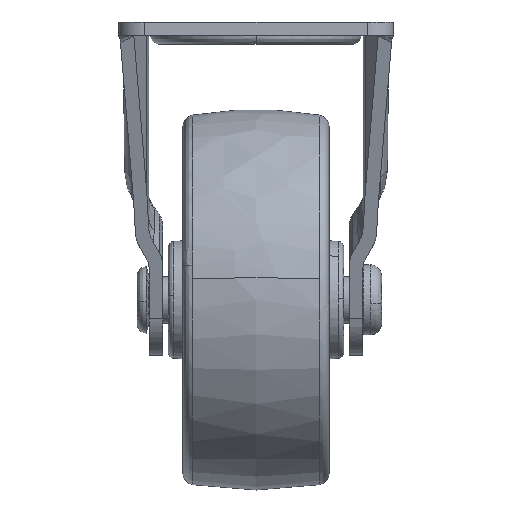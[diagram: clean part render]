
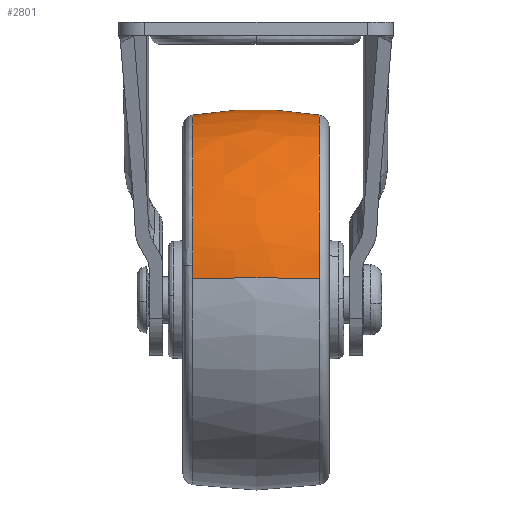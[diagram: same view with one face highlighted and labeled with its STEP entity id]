
A CAD part, left-side view. The second image highlights one B-rep face of the part: STEP entity #2801.
In plain terms, the highlighted free-form (B-spline) face has degree [2, 2] with [5, 3] control points.
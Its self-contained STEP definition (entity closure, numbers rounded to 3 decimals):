
#1918=CARTESIAN_POINT('',(-31.031,10.833,5.92));
#1919=VERTEX_POINT('',#1918);
#1930=CARTESIAN_POINT('',(0.0,10.833,31.591));
#1931=VERTEX_POINT('',#1930);
#1932=CARTESIAN_POINT('',(0.0,10.833,31.591));
#1933=CARTESIAN_POINT('',(-2.388,10.833,31.591));
#1934=CARTESIAN_POINT('',(-6.596,10.833,31.111));
#1935=CARTESIAN_POINT('',(-12.46,10.833,29.212));
#1936=CARTESIAN_POINT('',(-16.99,10.833,26.788));
#1937=CARTESIAN_POINT('',(-21.352,10.833,23.486));
#1938=CARTESIAN_POINT('',(-24.879,10.833,19.741));
#1939=CARTESIAN_POINT('',(-27.866,10.833,15.154));
#1940=CARTESIAN_POINT('',(-29.87,10.833,10.676));
#1941=CARTESIAN_POINT('',(-30.733,10.833,7.483));
#1942=CARTESIAN_POINT('',(-31.031,10.833,5.92));
#1943=B_SPLINE_CURVE_WITH_KNOTS('',3,(#1932,#1933,#1934,#1935,#1936,#1937,#1938,#1939,#1940,#1941,#1942),.UNSPECIFIED.,.F.,.U.,(4,1,1,1,1,1,1,1,4),(0.,7.164,12.623,18.423,22.516,28.998,33.775,38.892,43.668),.UNSPECIFIED.);
#1944=EDGE_CURVE('',#1931,#1919,#1943,.T.);
#2035=CARTESIAN_POINT('',(-31.38,10.833,3.648));
#2036=VERTEX_POINT('',#2035);
#2053=CARTESIAN_POINT('',(-31.031,10.833,5.92));
#2054=CARTESIAN_POINT('',(-31.175,10.833,5.167));
#2055=CARTESIAN_POINT('',(-31.291,10.833,4.409));
#2056=CARTESIAN_POINT('',(-31.38,10.833,3.648));
#2057=B_SPLINE_CURVE_WITH_KNOTS('',3,(#2053,#2054,#2055,#2056),.UNSPECIFIED.,.F.,.U.,(4,4),(0.,2.299),.UNSPECIFIED.);
#2058=EDGE_CURVE('',#1919,#2036,#2057,.T.);
#2265=CARTESIAN_POINT('',(0.0,-10.833,31.591));
#2266=VERTEX_POINT('',#2265);
#2283=CARTESIAN_POINT('',(-31.38,-10.833,3.648));
#2284=VERTEX_POINT('',#2283);
#2285=CARTESIAN_POINT('',(0.0,-10.833,31.591));
#2286=CARTESIAN_POINT('',(-2.035,-10.833,31.591));
#2287=CARTESIAN_POINT('',(-5.267,-10.833,31.277));
#2288=CARTESIAN_POINT('',(-10.03,-10.833,30.061));
#2289=CARTESIAN_POINT('',(-14.257,-10.833,28.341));
#2290=CARTESIAN_POINT('',(-18.978,-10.833,25.474));
#2291=CARTESIAN_POINT('',(-23.112,-10.833,21.793));
#2292=CARTESIAN_POINT('',(-26.21,-10.833,17.813));
#2293=CARTESIAN_POINT('',(-28.253,-10.833,14.285));
#2294=CARTESIAN_POINT('',(-30.219,-10.833,9.779));
#2295=CARTESIAN_POINT('',(-31.09,-10.833,6.145));
#2296=CARTESIAN_POINT('',(-31.38,-10.833,3.648));
#2297=B_SPLINE_CURVE_WITH_KNOTS('',3,(#2285,#2286,#2287,#2288,#2289,#2290,#2291,#2292,#2293,#2294,#2295,#2296),.UNSPECIFIED.,.F.,.U.,(4,1,1,1,1,1,1,1,1,4),(0.,6.105,9.696,14.724,19.752,26.216,31.243,34.835,38.426,45.967),.UNSPECIFIED.);
#2298=EDGE_CURVE('',#2266,#2284,#2297,.T.);
#2748=CARTESIAN_POINT('',(0.0,-10.833,31.591));
#2749=CARTESIAN_POINT('',(0.0,-6.362,32.348));
#2750=CARTESIAN_POINT('',(0.0,0.92,32.804));
#2751=CARTESIAN_POINT('',(0.0,8.15,32.044));
#2752=CARTESIAN_POINT('',(0.0,10.833,31.591));
#2753=B_SPLINE_CURVE_WITH_KNOTS('',3,(#2748,#2749,#2750,#2751,#2752),.UNSPECIFIED.,.F.,.U.,(4,1,4),(0.,13.605,21.768),.UNSPECIFIED.);
#2754=EDGE_CURVE('',#2266,#1931,#2753,.T.);
#2760=CARTESIAN_POINT('',(-31.38,-10.833,3.648));
#2761=CARTESIAN_POINT('',(-31.999,-7.144,3.72));
#2762=CARTESIAN_POINT('',(-32.585,0.115,3.788));
#2763=CARTESIAN_POINT('',(-31.962,7.368,3.715));
#2764=CARTESIAN_POINT('',(-31.38,10.833,3.648));
#2765=B_SPLINE_CURVE_WITH_KNOTS('',3,(#2760,#2761,#2762,#2763,#2764),.UNSPECIFIED.,.F.,.U.,(4,1,4),(0.,11.224,21.768),.UNSPECIFIED.);
#2766=EDGE_CURVE('',#2284,#2036,#2765,.T.);
#2771=CARTESIAN_POINT('',(0.0,-11.924,31.397));
#2772=CARTESIAN_POINT('',(0.0,-6.013,32.5));
#2773=CARTESIAN_POINT('',(0.0,0.0,32.5));
#2774=CARTESIAN_POINT('',(0.0,6.013,32.5));
#2775=CARTESIAN_POINT('',(0.0,11.924,31.397));
#2776=CARTESIAN_POINT('',(-27.959,-11.924,31.397));
#2777=CARTESIAN_POINT('',(-28.941,-6.013,32.5));
#2778=CARTESIAN_POINT('',(-28.941,0.0,32.5));
#2779=CARTESIAN_POINT('',(-28.941,6.013,32.5));
#2780=CARTESIAN_POINT('',(-27.959,11.924,31.397));
#2781=CARTESIAN_POINT('',(-31.187,-11.924,3.625));
#2782=CARTESIAN_POINT('',(-32.283,-6.013,3.753));
#2783=CARTESIAN_POINT('',(-32.283,0.0,3.753));
#2784=CARTESIAN_POINT('',(-32.283,6.013,3.753));
#2785=CARTESIAN_POINT('',(-31.187,11.924,3.625));
#2793=(BOUNDED_SURFACE()B_SPLINE_SURFACE(2,2,((#2771,#2776,#2781),(#2772,#2777,#2782),(#2773,#2778,#2783),(#2774,#2779,#2784),(#2775,#2780,#2785)),.UNSPECIFIED.,.F.,.F.,.U.)B_SPLINE_SURFACE_WITH_KNOTS((3,2,3),(3,3),(0.0,12.22,24.44),(0.0,49.486),.UNSPECIFIED.)GEOMETRIC_REPRESENTATION_ITEM()RATIONAL_B_SPLINE_SURFACE(((0.96,0.702,0.919),(0.976,0.713,0.934),(1.0,0.731,0.957),(0.976,0.713,0.934),(0.96,0.702,0.919)))REPRESENTATION_ITEM('')SURFACE());
#2794=ORIENTED_EDGE('',*,*,#1944,.T.);
#2795=ORIENTED_EDGE('',*,*,#2058,.T.);
#2796=ORIENTED_EDGE('',*,*,#2766,.F.);
#2797=ORIENTED_EDGE('',*,*,#2298,.F.);
#2798=ORIENTED_EDGE('',*,*,#2754,.T.);
#2799=EDGE_LOOP('',(#2794,#2795,#2796,#2797,#2798));
#2800=FACE_OUTER_BOUND('',#2799,.T.);
#2801=ADVANCED_FACE('',(#2800),#2793,.T.);
